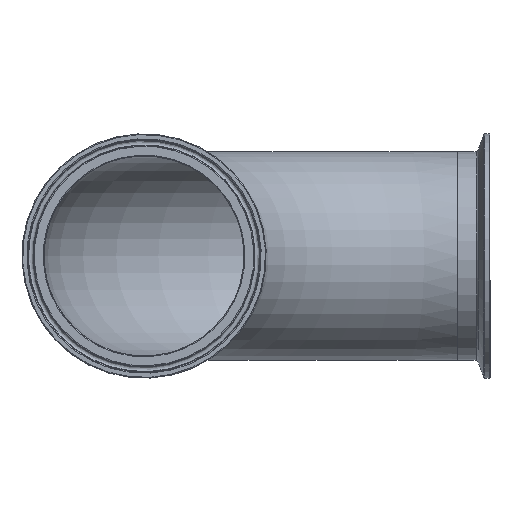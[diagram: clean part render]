
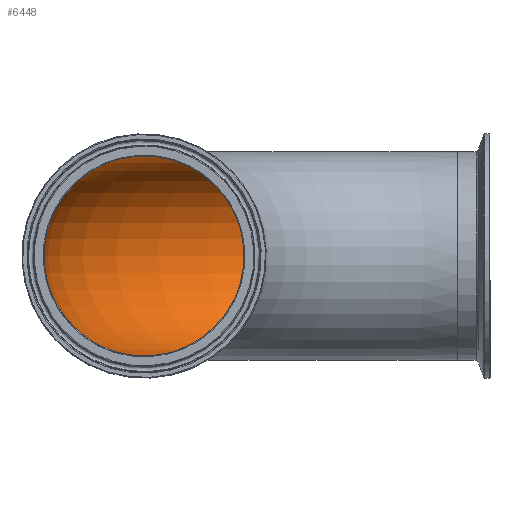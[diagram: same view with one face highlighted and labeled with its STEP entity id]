
A CAD part, front view. The second image highlights one B-rep face of the part: STEP entity #6448.
In plain terms, the highlighted toroidal (fillet/blend) face has major radius 152.4 mm and minor radius 48.692 mm.
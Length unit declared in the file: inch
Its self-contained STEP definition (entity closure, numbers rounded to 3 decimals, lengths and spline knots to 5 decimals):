
#63=CIRCLE('',#6694,1.917);
#64=CIRCLE('',#6695,1.917);
#308=FACE_BOUND('',#1866,.T.);
#1423=FACE_OUTER_BOUND('',#1865,.T.);
#1865=EDGE_LOOP('',(#5960));
#1866=EDGE_LOOP('',(#5961));
#3122=VERTEX_POINT('',#14363);
#3123=VERTEX_POINT('',#14365);
#4071=EDGE_CURVE('',#3122,#3122,#63,.T.);
#4072=EDGE_CURVE('',#3123,#3123,#64,.T.);
#5960=ORIENTED_EDGE('',*,*,#4071,.F.);
#5961=ORIENTED_EDGE('',*,*,#4072,.F.);
#6020=TOROIDAL_SURFACE('',#6693,6.,1.917);
#6448=ADVANCED_FACE('',(#1423,#308),#6020,.F.);
#6693=AXIS2_PLACEMENT_3D('',#14362,#7480,#7481);
#6694=AXIS2_PLACEMENT_3D('',#14364,#7482,#7483);
#6695=AXIS2_PLACEMENT_3D('',#14366,#7484,#7485);
#7480=DIRECTION('center_axis',(0.,0.,
1.));
#7481=DIRECTION('ref_axis',(0.,1.,0.));
#7482=DIRECTION('center_axis',(0.,1.,0.));
#7483=DIRECTION('ref_axis',(-1.,0.,0.));
#7484=DIRECTION('center_axis',(-1.,0.,0.));
#7485=DIRECTION('ref_axis',(0.,1.,0.));
#14362=CARTESIAN_POINT('Origin',(0.77136,-6.,0.));
#14363=CARTESIAN_POINT('',(-7.14564,-6.,0.));
#14364=CARTESIAN_POINT('Origin',(-5.22864,-6.,0.));
#14365=CARTESIAN_POINT('',(0.77136,1.917,0.));
#14366=CARTESIAN_POINT('Origin',(0.77136,0.,
0.));
